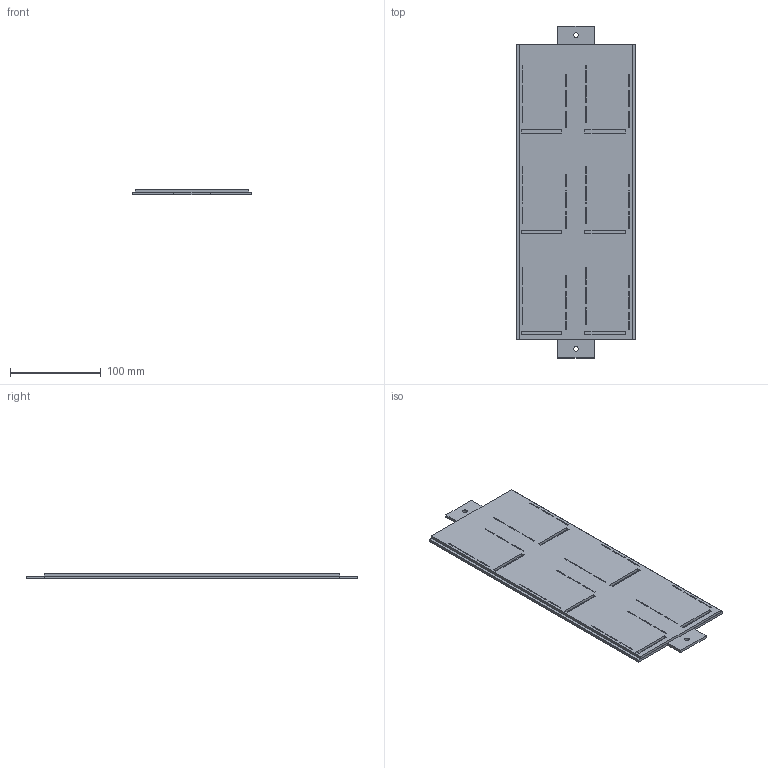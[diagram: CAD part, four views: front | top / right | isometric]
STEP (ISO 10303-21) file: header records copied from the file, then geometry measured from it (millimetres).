
FILE_DESCRIPTION (( 'STEP AP203' ), '1' );
FILE_NAME ('FeederDeShields.STEP', '2024-11-25T19:58:24', ( 'Dell' ), ( '' ), 'SwSTEP 2.0', 'SolidWorks 2023', '' );
FILE_SCHEMA (( 'CONFIG_CONTROL_DESIGN' ));
Length unit declared in the file: millimetre
Products named in the file (3): madrePabloBASE; madrePablo; FeederDeShields
Assembly tree (2 placements, depth 2):
  FeederDeShields
    madrePabloBASE
    madrePablo
Bounding box: 131.6 x 366.6 x 6 mm (x, y, z)
Volume: 251029.3 mm3; surface area: 178888.9 mm2
Topology: 2 solids, 2 shells, 192 faces, 564 edges, 376 vertices
Faces by surface type: plane 188, cylinder 4
Entity records: 6737 total; most frequent: CARTESIAN_POINT 1137, ORIENTED_EDGE 1128, DIRECTION 966, EDGE_CURVE 564, LINE 556, VECTOR 556, VERTEX_POINT 376, EDGE_LOOP 280
